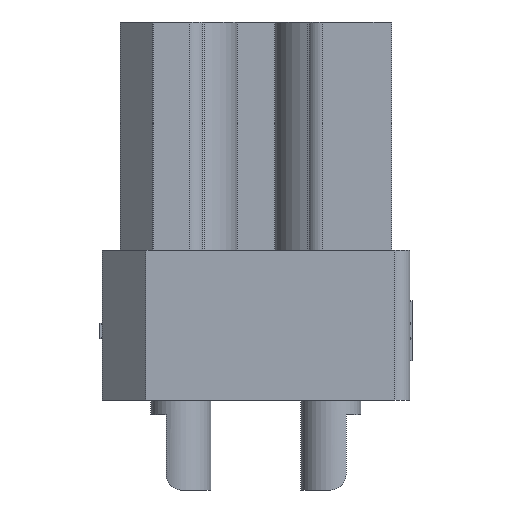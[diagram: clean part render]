
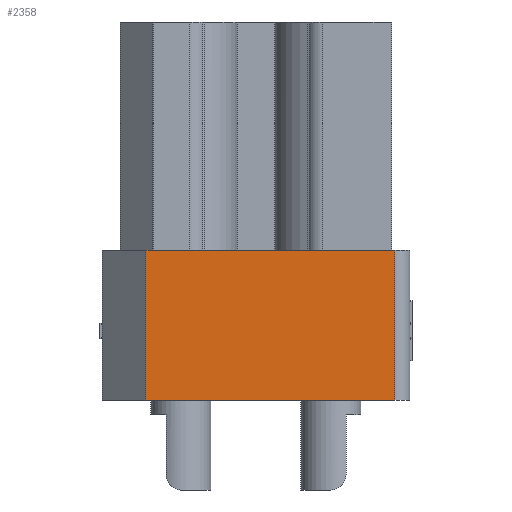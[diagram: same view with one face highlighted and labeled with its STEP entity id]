
A CAD part, left-side view. The second image highlights one B-rep face of the part: STEP entity #2358.
In plain terms, the highlighted planar face has unit normal (-1, 0, 0).
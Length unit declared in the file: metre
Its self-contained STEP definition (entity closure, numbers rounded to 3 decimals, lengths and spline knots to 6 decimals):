
#149=LINE('',#3621,#347);
#164=LINE('',#3688,#362);
#284=LINE('',#5247,#482);
#285=LINE('',#5249,#483);
#347=VECTOR('',#2881,1.);
#362=VECTOR('',#2934,1.);
#482=VECTOR('',#3398,1.);
#483=VECTOR('',#3401,1.);
#565=PLANE('',#2754);
#1078=ORIENTED_EDGE('',*,*,#1344,.F.);
#1079=ORIENTED_EDGE('',*,*,#1561,.T.);
#1080=ORIENTED_EDGE('',*,*,#1311,.T.);
#1081=ORIENTED_EDGE('',*,*,#1560,.F.);
#1311=EDGE_CURVE('',#1652,#1651,#149,.T.);
#1344=EDGE_CURVE('',#1684,#1685,#164,.T.);
#1560=EDGE_CURVE('',#1685,#1651,#284,.T.);
#1561=EDGE_CURVE('',#1684,#1652,#285,.T.);
#1651=VERTEX_POINT('',#3620);
#1652=VERTEX_POINT('',#3622);
#1684=VERTEX_POINT('',#3687);
#1685=VERTEX_POINT('',#3689);
#2059=EDGE_LOOP('',(#1078,#1079,#1080,#1081));
#2215=FACE_BOUND('',#2059,.T.);
#2358=ADVANCED_FACE('',(#2215),#565,.T.);
#2754=AXIS2_PLACEMENT_3D('',#5248,#3399,#3400);
#2881=DIRECTION('',(0.,-1.,0.));
#2934=DIRECTION('',(0.,-1.,0.));
#3398=DIRECTION('',(0.,0.,-1.));
#3399=DIRECTION('',(-1.,0.,0.));
#3400=DIRECTION('',(0.,-1.,0.));
#3401=DIRECTION('',(0.,0.,-1.));
#3620=CARTESIAN_POINT('',(0.,0.0005,-0.005));
#3621=CARTESIAN_POINT('',(0.,0.,-0.005));
#3622=CARTESIAN_POINT('',(0.,0.008792,-0.005));
#3687=CARTESIAN_POINT('',(0.,0.008792,0.));
#3688=CARTESIAN_POINT('',(0.,0.,0.));
#3689=CARTESIAN_POINT('',(0.,0.0005,0.));
#5247=CARTESIAN_POINT('',(0.,0.0005,0.));
#5248=CARTESIAN_POINT('',(0.,0.008792,0.));
#5249=CARTESIAN_POINT('',(0.,0.008792,0.));
